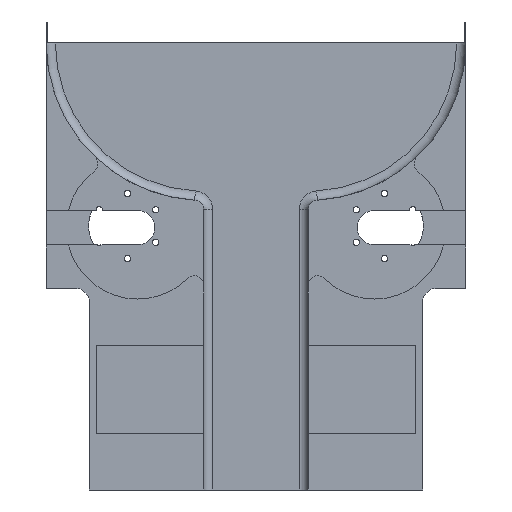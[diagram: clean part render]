
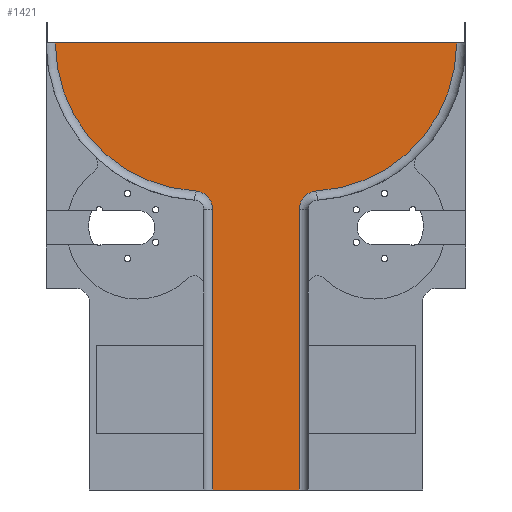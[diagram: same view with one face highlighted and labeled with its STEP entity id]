
A CAD part, front view. The second image highlights one B-rep face of the part: STEP entity #1421.
In plain terms, the highlighted planar face has unit normal (0, -1, 0).
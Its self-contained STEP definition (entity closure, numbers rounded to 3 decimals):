
#42 = ORIENTED_EDGE ( 'NONE', *, *, #1879, .T. ) ;
#47 = CARTESIAN_POINT ( 'NONE',  ( 75., 0., 0. ) ) ;
#60 = CARTESIAN_POINT ( 'NONE',  ( 4.4, 0., 0. ) ) ;
#198 = DIRECTION ( 'NONE',  ( 0., 0., 1. ) ) ;
#343 = VECTOR ( 'NONE', #1842, 1000. ) ;
#370 = DIRECTION ( 'NONE',  ( 0., -1., 0. ) ) ;
#408 = PLANE ( 'NONE',  #4335 ) ;
#414 = CARTESIAN_POINT ( 'NONE',  ( 128.912, 0., -70.492 ) ) ;
#421 = ORIENTED_EDGE ( 'NONE', *, *, #3276, .F. ) ;
#429 = AXIS2_PLACEMENT_3D ( 'NONE', #2604, #880, #198 ) ;
#453 = VERTEX_POINT ( 'NONE', #2649 ) ;
#471 = DIRECTION ( 'NONE',  ( 0., -1., 0. ) ) ;
#615 = VERTEX_POINT ( 'NONE', #1439 ) ;
#739 = CARTESIAN_POINT ( 'NONE',  ( 0., 0., -213. ) ) ;
#777 = DIRECTION ( 'NONE',  ( 0., 0., 1. ) ) ;
#843 = CARTESIAN_POINT ( 'NONE',  ( 79.4, 0., -79.278 ) ) ;
#880 = DIRECTION ( 'NONE',  ( 0., -1., 0. ) ) ;
#954 = EDGE_CURVE ( 'NONE', #4115, #1261, #1196, .T. ) ;
#1081 = EDGE_CURVE ( 'NONE', #4115, #2086, #3386, .T. ) ;
#1134 = DIRECTION ( 'NONE',  ( 0., 0., 1. ) ) ;
#1144 = CARTESIAN_POINT ( 'NONE',  ( 0., 0., 0. ) ) ;
#1164 = VECTOR ( 'NONE', #1925, 1000. ) ;
#1174 = DIRECTION ( 'NONE',  ( 0., -1., 0. ) ) ;
#1196 = LINE ( 'NONE', #2507, #3601 ) ;
#1225 = CARTESIAN_POINT ( 'NONE',  ( 79.4, 0., -213. ) ) ;
#1261 = VERTEX_POINT ( 'NONE', #1225 ) ;
#1271 = CIRCLE ( 'NONE', #3715, 70.6 ) ;
#1306 = CARTESIAN_POINT ( 'NONE',  ( 0., 0., 0. ) ) ;
#1414 = CARTESIAN_POINT ( 'NONE',  ( 120.6, 0., -213. ) ) ;
#1421 = ADVANCED_FACE ( 'NONE', ( #3651 ), #408, .F. ) ;
#1439 = CARTESIAN_POINT ( 'NONE',  ( 120.6, 0., -79.278 ) ) ;
#1473 = DIRECTION ( 'NONE',  ( 0., 0., -1. ) ) ;
#1485 = VERTEX_POINT ( 'NONE', #60 ) ;
#1499 = CARTESIAN_POINT ( 'NONE',  ( 70.6, 0., -79.278 ) ) ;
#1842 = DIRECTION ( 'NONE',  ( 1., 0., 0. ) ) ;
#1879 = EDGE_CURVE ( 'NONE', #3493, #615, #4231, .T. ) ;
#1925 = DIRECTION ( 'NONE',  ( 1., 0., 0. ) ) ;
#1974 = EDGE_CURVE ( 'NONE', #1997, #453, #4427, .T. ) ;
#1981 = ORIENTED_EDGE ( 'NONE', *, *, #2935, .T. ) ;
#1997 = VERTEX_POINT ( 'NONE', #414 ) ;
#2086 = VERTEX_POINT ( 'NONE', #2288 ) ;
#2288 = CARTESIAN_POINT ( 'NONE',  ( 71.088, 0., -70.492 ) ) ;
#2462 = CIRCLE ( 'NONE', #429, 8.8 ) ;
#2491 = LINE ( 'NONE', #739, #343 ) ;
#2507 = CARTESIAN_POINT ( 'NONE',  ( 79.4, 0., 0. ) ) ;
#2559 = DIRECTION ( 'NONE',  ( 0., 0., 1. ) ) ;
#2604 = CARTESIAN_POINT ( 'NONE',  ( 129.4, 0., -79.278 ) ) ;
#2649 = CARTESIAN_POINT ( 'NONE',  ( 195.6, 0., 0. ) ) ;
#2668 = AXIS2_PLACEMENT_3D ( 'NONE', #1499, #1174, #2559 ) ;
#2766 = VECTOR ( 'NONE', #1134, 1000. ) ;
#2819 = DIRECTION ( 'NONE',  ( 0., 1., 0. ) ) ;
#2935 = EDGE_CURVE ( 'NONE', #1261, #3493, #2491, .T. ) ;
#3055 = ORIENTED_EDGE ( 'NONE', *, *, #1081, .F. ) ;
#3123 = DIRECTION ( 'NONE',  ( 0., 0., 1. ) ) ;
#3139 = CARTESIAN_POINT ( 'NONE',  ( 125., 0., 0. ) ) ;
#3276 = EDGE_CURVE ( 'NONE', #1997, #615, #2462, .T. ) ;
#3331 = ORIENTED_EDGE ( 'NONE', *, *, #954, .T. ) ;
#3378 = EDGE_CURVE ( 'NONE', #1485, #453, #4341, .T. ) ;
#3386 = CIRCLE ( 'NONE', #2668, 8.8 ) ;
#3493 = VERTEX_POINT ( 'NONE', #1414 ) ;
#3601 = VECTOR ( 'NONE', #1473, 1000. ) ;
#3651 = FACE_OUTER_BOUND ( 'NONE', #4219, .T. ) ;
#3715 = AXIS2_PLACEMENT_3D ( 'NONE', #47, #471, #3123 ) ;
#3834 = DIRECTION ( 'NONE',  ( 0., 0., 1. ) ) ;
#4104 = EDGE_CURVE ( 'NONE', #1485, #2086, #1271, .T. ) ;
#4115 = VERTEX_POINT ( 'NONE', #843 ) ;
#4134 = ORIENTED_EDGE ( 'NONE', *, *, #4104, .T. ) ;
#4177 = ORIENTED_EDGE ( 'NONE', *, *, #1974, .T. ) ;
#4219 = EDGE_LOOP ( 'NONE', ( #421, #4177, #4358, #4134, #3055, #3331, #1981, #42 ) ) ;
#4231 = LINE ( 'NONE', #4280, #2766 ) ;
#4280 = CARTESIAN_POINT ( 'NONE',  ( 120.6, 0., 0. ) ) ;
#4335 = AXIS2_PLACEMENT_3D ( 'NONE', #1144, #2819, #777 ) ;
#4341 = LINE ( 'NONE', #1306, #1164 ) ;
#4358 = ORIENTED_EDGE ( 'NONE', *, *, #3378, .F. ) ;
#4360 = AXIS2_PLACEMENT_3D ( 'NONE', #3139, #370, #3834 ) ;
#4427 = CIRCLE ( 'NONE', #4360, 70.6 ) ;
